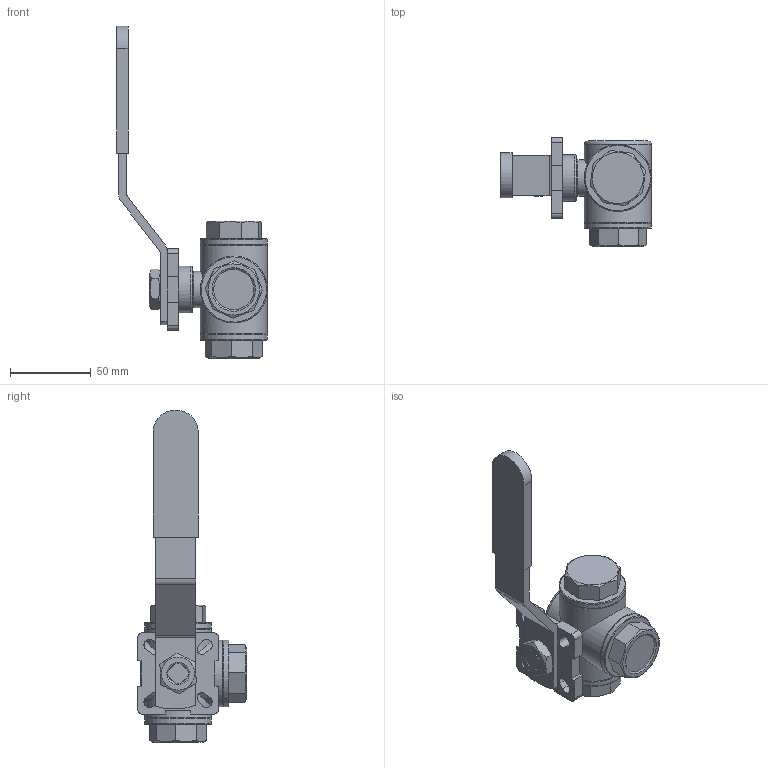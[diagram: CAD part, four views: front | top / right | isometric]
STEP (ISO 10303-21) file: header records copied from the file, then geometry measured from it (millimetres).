
FILE_DESCRIPTION(/* description */ (''),/* implementation_level */ '2;1');
FILE_NAME(/* name */ '204005.stp',/* time_stamp */ '2021-05-27T15:26:44+02:00',/* author */ ('M.CANAL'),/* organization */ (''),/* preprocessor_version */ 'ST-DEVELOPER v18.1',/* originating_system */ 'Autodesk Inventor 2021',/* authorisation */ '');
FILE_SCHEMA (('AUTOMOTIVE_DESIGN { 1 0 10303 214 3 1 1 }'));
Length unit declared in the file: millimetre
Products named in the file (1): 204005
Bounding box: 93.37 x 67.7 x 206.01 mm (x, y, z)
Volume: 193394.1 mm3; surface area: 37513.4 mm2
Topology: 1 solids, 1 shells, 206 faces, 557 edges, 354 vertices
Faces by surface type: plane 128, cylinder 55, cone 15, torus 8
Full cylindrical faces by diameter (mm): 22.5 x1, 29 x1, 41.5 x7
Entity records: 6746 total; most frequent: CARTESIAN_POINT 1313, ORIENTED_EDGE 1114, DIRECTION 1046, EDGE_CURVE 557, VERTEX_POINT 354, AXIS2_PLACEMENT_3D 351, LINE 344, VECTOR 344
